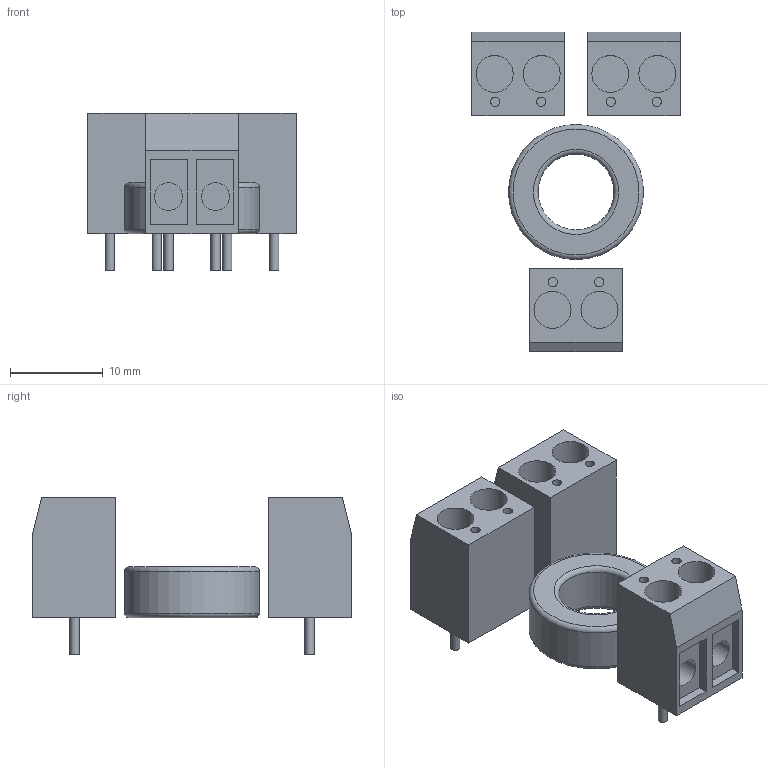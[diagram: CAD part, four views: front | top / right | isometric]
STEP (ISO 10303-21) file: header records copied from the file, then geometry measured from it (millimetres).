
FILE_DESCRIPTION(/* description */ (''),/* implementation_level */ '2;1');
FILE_NAME(/* name */ 'toroid.stp',/* time_stamp */ '2018-11-27T08:31:32+00:00',/* author */ ('eexdf1'),/* organization */ (''),/* preprocessor_version */ 'ST-DEVELOPER v17',/* originating_system */ 'Autodesk Inventor 2019',/* authorisation */ '');
FILE_SCHEMA (('AUTOMOTIVE_DESIGN { 1 0 10303 214 3 1 1 }'));
Length unit declared in the file: millimetre
Products named in the file (1): toroid
Bounding box: 22.5 x 34.5 x 17 mm (x, y, z)
Volume: 3438.1 mm3; surface area: 3490.4 mm2
Topology: 10 solids, 10 shells, 113 faces, 219 edges, 150 vertices
Faces by surface type: plane 83, cylinder 26, torus 4
Full cylindrical faces by diameter (mm): 1 x12, 3 x6, 4 x6, 8.2 x1, 14.6 x1
Entity records: 2995 total; most frequent: DIRECTION 523, CARTESIAN_POINT 483, ORIENTED_EDGE 438, EDGE_CURVE 219, AXIS2_PLACEMENT_3D 190, VERTEX_POINT 150, LINE 143, VECTOR 143
